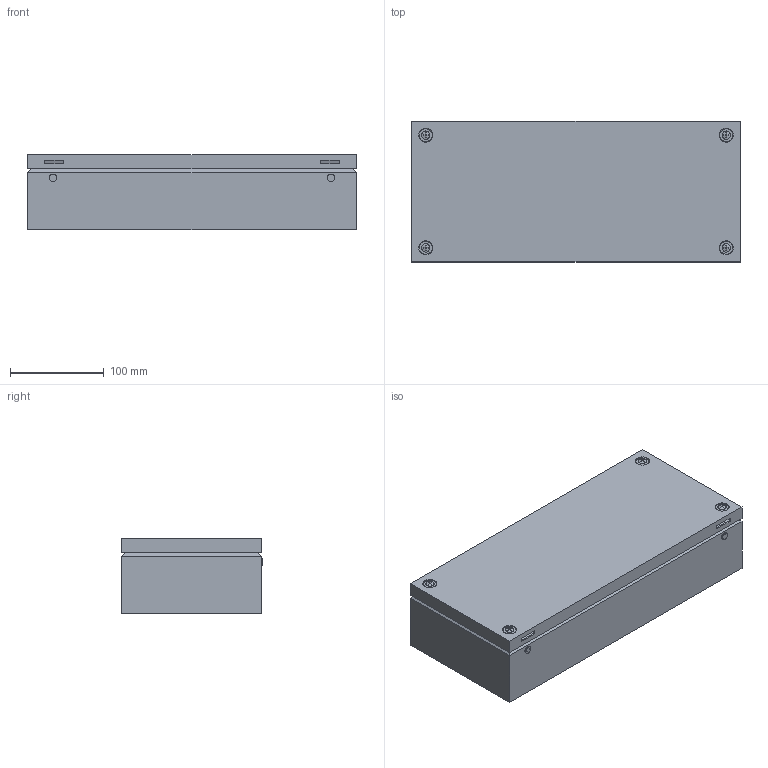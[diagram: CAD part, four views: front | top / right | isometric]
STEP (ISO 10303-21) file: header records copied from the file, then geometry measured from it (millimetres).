
FILE_DESCRIPTION (( 'STEP AP214' ), '1' );
FILE_NAME ('2408-3515-80-37.step', '2023-11-08T12:44:38', ( '' ), ( '' ), 'SwSTEP 2.0', 'SolidWorks 2019', '' );
FILE_SCHEMA (( 'AUTOMOTIVE_DESIGN' ));
Length unit declared in the file: millimetre
Products named in the file (5): Schrauben_5-0341; Deckel_3515; 2408-3515-80-37; Korpus_3515-80; Apparateschiene_2462-0502-03-41
Assembly tree (4 placements, depth 2):
  2408-3515-80-37
    Korpus_3515-80
    Deckel_3515
    Apparateschiene_2462-0502-03-41
    Schrauben_5-0341
Bounding box: 350 x 151 x 80.85 mm (x, y, z)
Volume: 331000.1 mm3; surface area: 446917.7 mm2
Topology: 15 solids, 15 shells, 598 faces, 1487 edges, 966 vertices
Faces by surface type: plane 439, cylinder 95, cone 60, torus 4
Entity records: 21142 total; most frequent: CARTESIAN_POINT 3426, ORIENTED_EDGE 2974, DIRECTION 2887, EDGE_CURVE 1487, VECTOR 1129, LINE 1129, VERTEX_POINT 966, AXIS2_PLACEMENT_3D 879
